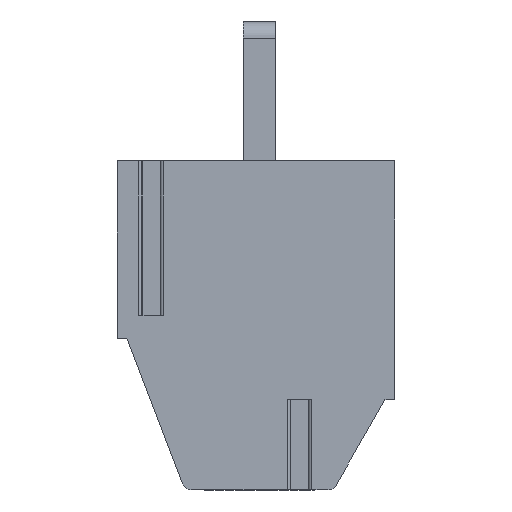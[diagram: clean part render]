
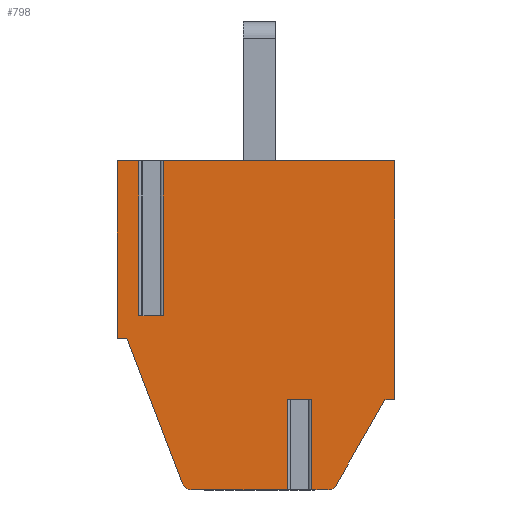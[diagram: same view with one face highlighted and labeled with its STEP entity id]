
A CAD part, front view. The second image highlights one B-rep face of the part: STEP entity #798.
In plain terms, the highlighted planar face has unit normal (0, -1, 0).
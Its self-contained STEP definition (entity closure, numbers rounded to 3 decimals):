
#798 = ADVANCED_FACE( '', ( #2005 ), #2006, .F. );
#2005 = FACE_OUTER_BOUND( '', #3664, .T. );
#2006 = PLANE( '', #3665 );
#3664 = EDGE_LOOP( '', ( #6001, #6002, #6003, #6004, #6005, #6006, #6007, #6008, #6009, #6010, #6011, #6012, #6013, #6014, #6015, #6016, #6017, #6018 ) );
#3665 = AXIS2_PLACEMENT_3D( '', #6019, #6020, #6021 );
#6001 = ORIENTED_EDGE( '', *, *, #10362, .T. );
#6002 = ORIENTED_EDGE( '', *, *, #9986, .F. );
#6003 = ORIENTED_EDGE( '', *, *, #10363, .F. );
#6004 = ORIENTED_EDGE( '', *, *, #10364, .F. );
#6005 = ORIENTED_EDGE( '', *, *, #10365, .F. );
#6006 = ORIENTED_EDGE( '', *, *, #10366, .F. );
#6007 = ORIENTED_EDGE( '', *, *, #10367, .T. );
#6008 = ORIENTED_EDGE( '', *, *, #10368, .F. );
#6009 = ORIENTED_EDGE( '', *, *, #10369, .F. );
#6010 = ORIENTED_EDGE( '', *, *, #9841, .T. );
#6011 = ORIENTED_EDGE( '', *, *, #9877, .F. );
#6012 = ORIENTED_EDGE( '', *, *, #10370, .F. );
#6013 = ORIENTED_EDGE( '', *, *, #10371, .T. );
#6014 = ORIENTED_EDGE( '', *, *, #10372, .F. );
#6015 = ORIENTED_EDGE( '', *, *, #10373, .F. );
#6016 = ORIENTED_EDGE( '', *, *, #10374, .F. );
#6017 = ORIENTED_EDGE( '', *, *, #10375, .F. );
#6018 = ORIENTED_EDGE( '', *, *, #10376, .F. );
#6019 = CARTESIAN_POINT( '', ( 77.922, -58.3, -9.9 ) );
#6020 = DIRECTION( '', ( 0., 1., 0. ) );
#6021 = DIRECTION( '', ( -1., 0., 0. ) );
#9841 = EDGE_CURVE( '', #11802, #11814, #11816, .T. );
#9877 = EDGE_CURVE( '', #11878, #11814, #11880, .F. );
#9986 = EDGE_CURVE( '', #12071, #12073, #12074, .T. );
#10362 = EDGE_CURVE( '', #12701, #12073, #12702, .T. );
#10363 = EDGE_CURVE( '', #12703, #12071, #12704, .T. );
#10364 = EDGE_CURVE( '', #12705, #12703, #12706, .T. );
#10365 = EDGE_CURVE( '', #12707, #12705, #12708, .T. );
#10366 = EDGE_CURVE( '', #12709, #12707, #12710, .T. );
#10367 = EDGE_CURVE( '', #12709, #12711, #12712, .T. );
#10368 = EDGE_CURVE( '', #12713, #12711, #12714, .T. );
#10369 = EDGE_CURVE( '', #11802, #12713, #12715, .T. );
#10370 = EDGE_CURVE( '', #12716, #11878, #12717, .T. );
#10371 = EDGE_CURVE( '', #12716, #12718, #12719, .T. );
#10372 = EDGE_CURVE( '', #12720, #12718, #12721, .T. );
#10373 = EDGE_CURVE( '', #12722, #12720, #12723, .T. );
#10374 = EDGE_CURVE( '', #12724, #12722, #12725, .T. );
#10375 = EDGE_CURVE( '', #12726, #12724, #12727, .T. );
#10376 = EDGE_CURVE( '', #12701, #12726, #12728, .F. );
#11802 = VERTEX_POINT( '', #14674 );
#11814 = VERTEX_POINT( '', #14689 );
#11816 = LINE( '', #14691, #14692 );
#11878 = VERTEX_POINT( '', #14773 );
#11880 = LINE( '', #14775, #14776 );
#12071 = VERTEX_POINT( '', #15040 );
#12073 = VERTEX_POINT( '', #15042 );
#12074 = LINE( '', #15043, #15044 );
#12701 = VERTEX_POINT( '', #15910 );
#12702 = LINE( '', #15911, #15912 );
#12703 = VERTEX_POINT( '', #15913 );
#12704 = LINE( '', #15914, #15915 );
#12705 = VERTEX_POINT( '', #15916 );
#12706 = LINE( '', #15917, #15918 );
#12707 = VERTEX_POINT( '', #15919 );
#12708 = LINE( '', #15920, #15921 );
#12709 = VERTEX_POINT( '', #15922 );
#12710 = LINE( '', #15923, #15924 );
#12711 = VERTEX_POINT( '', #15925 );
#12712 = CIRCLE( '', #15926, 0.3 );
#12713 = VERTEX_POINT( '', #15927 );
#12714 = LINE( '', #15928, #15929 );
#12715 = LINE( '', #15930, #15931 );
#12716 = VERTEX_POINT( '', #15932 );
#12717 = LINE( '', #15933, #15934 );
#12718 = VERTEX_POINT( '', #15935 );
#12719 = CIRCLE( '', #15936, 0.3 );
#12720 = VERTEX_POINT( '', #15937 );
#12721 = LINE( '', #15938, #15939 );
#12722 = VERTEX_POINT( '', #15940 );
#12723 = LINE( '', #15941, #15942 );
#12724 = VERTEX_POINT( '', #15943 );
#12725 = LINE( '', #15944, #15945 );
#12726 = VERTEX_POINT( '', #15946 );
#12727 = LINE( '', #15947, #15948 );
#12728 = LINE( '', #15949, #15950 );
#14674 = CARTESIAN_POINT( '', ( 76.673, -58.3, -7.4 ) );
#14689 = CARTESIAN_POINT( '', ( 77.427, -58.3, -7.4 ) );
#14691 = CARTESIAN_POINT( '', ( 82.472, -58.3, -7.4 ) );
#14692 = VECTOR( '', #18429, 1000. );
#14773 = CARTESIAN_POINT( '', ( 77.427, -58.3, -10.2 ) );
#14775 = CARTESIAN_POINT( '', ( 77.427, -58.3, -5.4 ) );
#14776 = VECTOR( '', #18476, 1000. );
#15040 = CARTESIAN_POINT( '', ( 72.073, -58.3, 0. ) );
#15042 = CARTESIAN_POINT( '', ( 72.073, -58.3, -4.8 ) );
#15043 = CARTESIAN_POINT( '', ( 72.073, -58.3, -4.8 ) );
#15044 = VECTOR( '', #18598, 1000. );
#15910 = CARTESIAN_POINT( '', ( 72.827, -58.3, -4.8 ) );
#15911 = CARTESIAN_POINT( '', ( 72.246, -58.3, -4.8 ) );
#15912 = VECTOR( '', #19006, 1000. );
#15913 = CARTESIAN_POINT( '', ( 71.4, -58.3, 0. ) );
#15914 = CARTESIAN_POINT( '', ( 80., -58.3, 0. ) );
#15915 = VECTOR( '', #19007, 1000. );
#15916 = CARTESIAN_POINT( '', ( 71.4, -58.3, -5.5 ) );
#15917 = CARTESIAN_POINT( '', ( 71.4, -58.3, 0. ) );
#15918 = VECTOR( '', #19008, 1000. );
#15919 = CARTESIAN_POINT( '', ( 71.7, -58.3, -5.5 ) );
#15920 = CARTESIAN_POINT( '', ( 71.4, -58.3, -5.5 ) );
#15921 = VECTOR( '', #19009, 1000. );
#15922 = CARTESIAN_POINT( '', ( 73.422, -58.3, -10.007 ) );
#15923 = CARTESIAN_POINT( '', ( 71.7, -58.3, -5.5 ) );
#15924 = VECTOR( '', #19010, 1000. );
#15925 = CARTESIAN_POINT( '', ( 73.702, -58.3, -10.2 ) );
#15926 = AXIS2_PLACEMENT_3D( '', #19011, #19012, #19013 );
#15927 = CARTESIAN_POINT( '', ( 76.673, -58.3, -10.2 ) );
#15928 = CARTESIAN_POINT( '', ( 73.702, -58.3, -10.2 ) );
#15929 = VECTOR( '', #19014, 1000. );
#15930 = CARTESIAN_POINT( '', ( 76.673, -58.3, -10.2 ) );
#15931 = VECTOR( '', #19015, 1000. );
#15932 = CARTESIAN_POINT( '', ( 77.922, -58.3, -10.2 ) );
#15933 = CARTESIAN_POINT( '', ( 73.702, -58.3, -10.2 ) );
#15934 = VECTOR( '', #19016, 1000. );
#15935 = CARTESIAN_POINT( '', ( 78.182, -58.3, -10.049 ) );
#15936 = AXIS2_PLACEMENT_3D( '', #19017, #19018, #19019 );
#15937 = CARTESIAN_POINT( '', ( 79.696, -58.3, -7.4 ) );
#15938 = CARTESIAN_POINT( '', ( 78.182, -58.3, -10.049 ) );
#15939 = VECTOR( '', #19020, 1000. );
#15940 = CARTESIAN_POINT( '', ( 80., -58.3, -7.4 ) );
#15941 = CARTESIAN_POINT( '', ( 79.696, -58.3, -7.4 ) );
#15942 = VECTOR( '', #19021, 1000. );
#15943 = CARTESIAN_POINT( '', ( 80., -58.3, 0. ) );
#15944 = CARTESIAN_POINT( '', ( 80., -58.3, -0.7 ) );
#15945 = VECTOR( '', #19022, 1000. );
#15946 = CARTESIAN_POINT( '', ( 72.827, -58.3, 0. ) );
#15947 = CARTESIAN_POINT( '', ( 80., -58.3, 0. ) );
#15948 = VECTOR( '', #19023, 1000. );
#15949 = CARTESIAN_POINT( '', ( 72.827, -58.3, 0. ) );
#15950 = VECTOR( '', #19024, 1000. );
#18429 = DIRECTION( '', ( 1., 0., 0. ) );
#18476 = DIRECTION( '', ( 0., 0., -1. ) );
#18598 = DIRECTION( '', ( 0., 0., -1. ) );
#19006 = DIRECTION( '', ( -1., 0., 0. ) );
#19007 = DIRECTION( '', ( 1., 0., 0. ) );
#19008 = DIRECTION( '', ( 0., 0., 1. ) );
#19009 = DIRECTION( '', ( -1., 0., 0. ) );
#19010 = DIRECTION( '', ( -0.357, 0., 0.934 ) );
#19011 = CARTESIAN_POINT( '', ( 73.702, -58.3, -9.9 ) );
#19012 = DIRECTION( '', ( 0., -1., 0. ) );
#19013 = DIRECTION( '', ( 1., 0., 0. ) );
#19014 = DIRECTION( '', ( -1., 0., 0. ) );
#19015 = DIRECTION( '', ( 0., 0., -1. ) );
#19016 = DIRECTION( '', ( -1., 0., 0. ) );
#19017 = CARTESIAN_POINT( '', ( 77.922, -58.3, -9.9 ) );
#19018 = DIRECTION( '', ( 0., -1., 0. ) );
#19019 = DIRECTION( '', ( 1., 0., 0. ) );
#19020 = DIRECTION( '', ( -0.496, 0., -0.868 ) );
#19021 = DIRECTION( '', ( -1., 0., 0. ) );
#19022 = DIRECTION( '', ( 0., 0., -1. ) );
#19023 = DIRECTION( '', ( 1., 0., 0. ) );
#19024 = DIRECTION( '', ( 0., 0., -1. ) );
